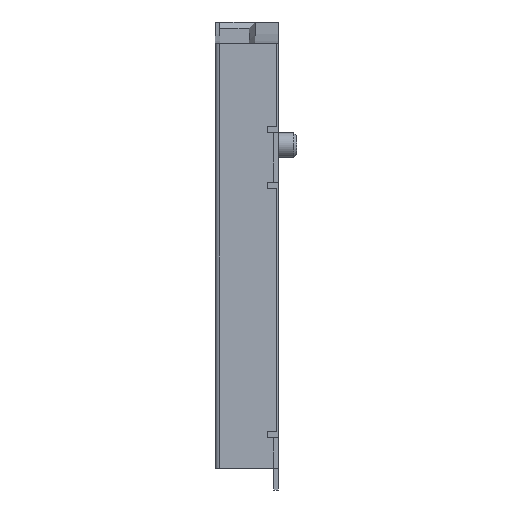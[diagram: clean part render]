
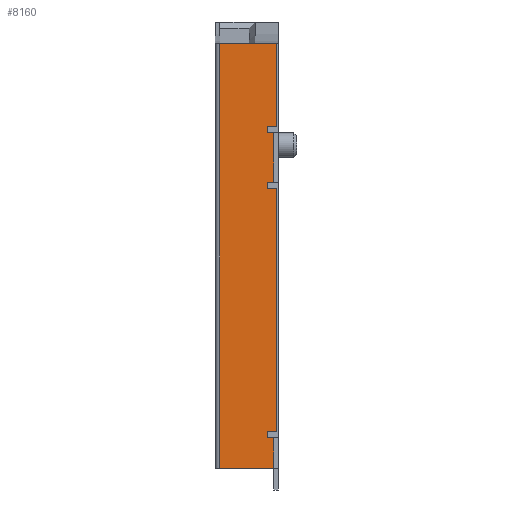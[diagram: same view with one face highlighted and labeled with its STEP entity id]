
A CAD part, left-side view. The second image highlights one B-rep face of the part: STEP entity #8160.
In plain terms, the highlighted planar face has unit normal (-1, 0, 0).
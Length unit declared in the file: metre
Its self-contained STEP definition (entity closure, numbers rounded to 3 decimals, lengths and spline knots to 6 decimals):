
#2273=ORIENTED_EDGE('',*,*,#3637,.T.);
#2274=ORIENTED_EDGE('',*,*,#3501,.T.);
#2275=ORIENTED_EDGE('',*,*,#3614,.T.);
#2276=ORIENTED_EDGE('',*,*,#3627,.T.);
#2277=ORIENTED_EDGE('',*,*,#3581,.F.);
#2278=ORIENTED_EDGE('',*,*,#3584,.F.);
#2279=ORIENTED_EDGE('',*,*,#3572,.F.);
#2280=ORIENTED_EDGE('',*,*,#3569,.F.);
#2281=ORIENTED_EDGE('',*,*,#3643,.T.);
#2282=ORIENTED_EDGE('',*,*,#3597,.F.);
#2283=ORIENTED_EDGE('',*,*,#3594,.F.);
#2284=ORIENTED_EDGE('',*,*,#3607,.F.);
#2285=ORIENTED_EDGE('',*,*,#3611,.F.);
#2286=ORIENTED_EDGE('',*,*,#3609,.F.);
#2287=ORIENTED_EDGE('',*,*,#3587,.F.);
#2288=ORIENTED_EDGE('',*,*,#3589,.F.);
#3501=EDGE_CURVE('',#4296,#4295,#5109,.T.);
#3569=EDGE_CURVE('',#4347,#4348,#5166,.T.);
#3572=EDGE_CURVE('',#4348,#4350,#5169,.T.);
#3581=EDGE_CURVE('',#4355,#4356,#5178,.T.);
#3584=EDGE_CURVE('',#4350,#4355,#5181,.T.);
#3587=EDGE_CURVE('',#4359,#4360,#5184,.T.);
#3589=EDGE_CURVE('',#4361,#4359,#5186,.T.);
#3594=EDGE_CURVE('',#4365,#4366,#5191,.T.);
#3597=EDGE_CURVE('',#4366,#4368,#5194,.T.);
#3607=EDGE_CURVE('',#4373,#4365,#5204,.T.);
#3609=EDGE_CURVE('',#4360,#4374,#5206,.T.);
#3611=EDGE_CURVE('',#4374,#4373,#5208,.T.);
#3614=EDGE_CURVE('',#4295,#4376,#5209,.T.);
#3627=EDGE_CURVE('',#4376,#4356,#5220,.T.);
#3637=EDGE_CURVE('',#4361,#4296,#5230,.T.);
#3643=EDGE_CURVE('',#4347,#4368,#5235,.T.);
#4295=VERTEX_POINT('',#16486);
#4296=VERTEX_POINT('',#16488);
#4347=VERTEX_POINT('',#16630);
#4348=VERTEX_POINT('',#16632);
#4350=VERTEX_POINT('',#16638);
#4355=VERTEX_POINT('',#16654);
#4356=VERTEX_POINT('',#16656);
#4359=VERTEX_POINT('',#16666);
#4360=VERTEX_POINT('',#16668);
#4361=VERTEX_POINT('',#16672);
#4365=VERTEX_POINT('',#16681);
#4366=VERTEX_POINT('',#16683);
#4368=VERTEX_POINT('',#16689);
#4373=VERTEX_POINT('',#16706);
#4374=VERTEX_POINT('',#16711);
#4376=VERTEX_POINT('',#16722);
#5109=LINE('',#16487,#5968);
#5166=LINE('',#16631,#6025);
#5169=LINE('',#16637,#6028);
#5178=LINE('',#16655,#6037);
#5181=LINE('',#16660,#6040);
#5184=LINE('',#16667,#6043);
#5186=LINE('',#16671,#6045);
#5191=LINE('',#16682,#6050);
#5194=LINE('',#16688,#6053);
#5204=LINE('',#16707,#6063);
#5206=LINE('',#16710,#6065);
#5208=LINE('',#16714,#6067);
#5209=LINE('',#16723,#6068);
#5220=LINE('',#16751,#6079);
#5230=LINE('',#16766,#6089);
#5235=LINE('',#16778,#6094);
#5968=VECTOR('',#12492,1.);
#6025=VECTOR('',#12611,1.);
#6028=VECTOR('',#12616,1.);
#6037=VECTOR('',#12631,1.);
#6040=VECTOR('',#12636,1.);
#6043=VECTOR('',#12641,1.);
#6045=VECTOR('',#12645,1.);
#6050=VECTOR('',#12652,1.);
#6053=VECTOR('',#12657,1.);
#6063=VECTOR('',#12673,1.);
#6065=VECTOR('',#12677,1.);
#6067=VECTOR('',#12681,1.);
#6068=VECTOR('',#12686,1.);
#6079=VECTOR('',#12707,1.);
#6089=VECTOR('',#12723,1.);
#6094=VECTOR('',#12734,1.);
#6548=EDGE_LOOP('',(#2273,#2274,#2275,#2276,#2277,#2278,#2279,#2280,#2281,
#2282,#2283,#2284,#2285,#2286,#2287,#2288));
#7002=FACE_BOUND('',#6548,.T.);
#7319=PLANE('',#11177);
#8160=ADVANCED_FACE('',(#7002),#7319,.F.);
#11177=AXIS2_PLACEMENT_3D('',#16779,#12735,#12736);
#12492=DIRECTION('',(0.,1.,0.));
#12611=DIRECTION('',(0.,1.,0.));
#12616=DIRECTION('',(0.,0.,-1.));
#12631=DIRECTION('',(0.,0.,-1.));
#12636=DIRECTION('',(0.,-1.,0.));
#12641=DIRECTION('',(0.,0.,-1.));
#12645=DIRECTION('',(0.,1.,0.));
#12652=DIRECTION('',(0.,0.,-1.));
#12657=DIRECTION('',(0.,-1.,0.));
#12673=DIRECTION('',(0.,1.,0.));
#12677=DIRECTION('',(0.,-1.,0.));
#12681=DIRECTION('',(0.,0.,-1.));
#12686=DIRECTION('',(0.,0.,-1.));
#12707=DIRECTION('',(0.,-1.,0.));
#12723=DIRECTION('',(0.,0.,1.));
#12734=DIRECTION('',(0.,0.,1.));
#12735=DIRECTION('',(1.,0.,0.));
#12736=DIRECTION('',(0.,-1.,0.));
#16486=CARTESIAN_POINT('',(-0.007375,0.001901,0.008994));
#16487=CARTESIAN_POINT('',(-0.007375,0.,0.008994));
#16488=CARTESIAN_POINT('',(-0.007375,0.00005,0.008994));
#16630=CARTESIAN_POINT('',(-0.007375,0.00005,-0.003606));
#16631=CARTESIAN_POINT('',(-0.007375,0.00005,-0.003606));
#16632=CARTESIAN_POINT('',(-0.007375,0.00035,-0.003606));
#16637=CARTESIAN_POINT('',(-0.007375,0.00035,0.006094));
#16638=CARTESIAN_POINT('',(-0.007375,0.00035,-0.003806));
#16654=CARTESIAN_POINT('',(-0.007375,0.00015,-0.003806));
#16655=CARTESIAN_POINT('',(-0.007375,0.00015,0.006094));
#16656=CARTESIAN_POINT('',(-0.007375,0.00015,-0.004806));
#16660=CARTESIAN_POINT('',(-0.007375,0.,-0.003806));
#16666=CARTESIAN_POINT('',(-0.007375,0.00035,0.006294));
#16667=CARTESIAN_POINT('',(-0.007375,0.00035,0.006094));
#16668=CARTESIAN_POINT('',(-0.007375,0.00035,0.006094));
#16671=CARTESIAN_POINT('',(-0.007375,0.,0.006294));
#16672=CARTESIAN_POINT('',(-0.007375,0.00005,0.006294));
#16681=CARTESIAN_POINT('',(-0.007375,0.00035,0.004494));
#16682=CARTESIAN_POINT('',(-0.007375,0.00035,0.006094));
#16683=CARTESIAN_POINT('',(-0.007375,0.00035,0.004294));
#16688=CARTESIAN_POINT('',(-0.007375,0.,0.004294));
#16689=CARTESIAN_POINT('',(-0.007375,0.00005,0.004294));
#16706=CARTESIAN_POINT('',(-0.007375,0.00015,0.004494));
#16707=CARTESIAN_POINT('',(-0.007375,0.,0.004494));
#16710=CARTESIAN_POINT('',(-0.007375,0.,0.006094));
#16711=CARTESIAN_POINT('',(-0.007375,0.00015,0.006094));
#16714=CARTESIAN_POINT('',(-0.007375,0.00015,-0.019691));
#16722=CARTESIAN_POINT('',(-0.007375,0.001901,-0.004806));
#16723=CARTESIAN_POINT('',(-0.007375,0.001901,-0.019691));
#16751=CARTESIAN_POINT('',(-0.007375,0.00005,-0.004806));
#16766=CARTESIAN_POINT('',(-0.007375,0.00005,-0.019691));
#16778=CARTESIAN_POINT('',(-0.007375,0.00005,-0.019691));
#16779=CARTESIAN_POINT('',(-0.007375,0.00005,-0.019691));
